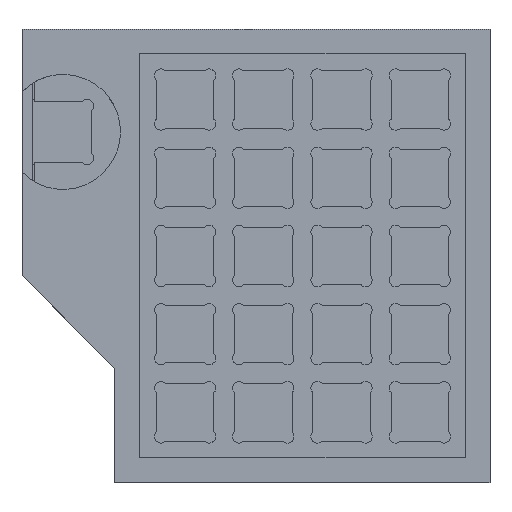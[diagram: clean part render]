
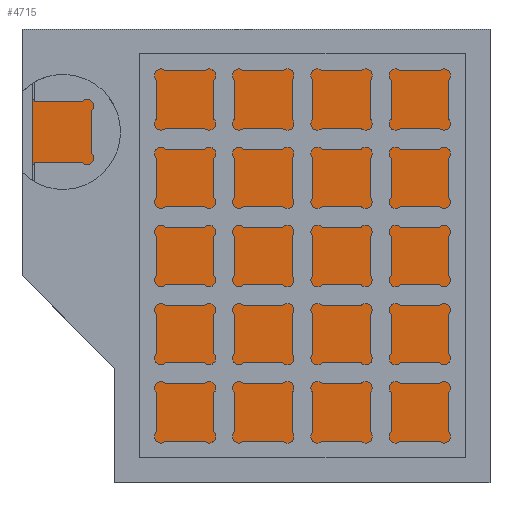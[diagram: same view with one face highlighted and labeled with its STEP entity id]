
A CAD part, top view. The second image highlights one B-rep face of the part: STEP entity #4715.
In plain terms, the highlighted planar face has unit normal (0, 0, 1).
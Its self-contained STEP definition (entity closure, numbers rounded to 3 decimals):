
#430=FACE_OUTER_BOUND('',#674,.T.);
#674=EDGE_LOOP('',(#3210,#3211,#3212,#3213,#3214,#3215,#3216,#3217,#3218,
#3219));
#992=LINE('',#6967,#1481);
#994=LINE('',#6971,#1483);
#997=LINE('',#6977,#1486);
#1000=LINE('',#6984,#1489);
#1003=LINE('',#6989,#1492);
#1005=LINE('',#6993,#1494);
#1007=LINE('',#6997,#1496);
#1009=LINE('',#7001,#1498);
#1011=LINE('',#7004,#1500);
#1012=LINE('',#7006,#1501);
#1481=VECTOR('',#5513,10.);
#1483=VECTOR('',#5517,10.);
#1486=VECTOR('',#5522,10.);
#1489=VECTOR('',#5527,10.);
#1492=VECTOR('',#5532,10.);
#1494=VECTOR('',#5536,10.);
#1496=VECTOR('',#5540,10.);
#1498=VECTOR('',#5544,10.);
#1500=VECTOR('',#5548,10.);
#1501=VECTOR('',#5551,10.);
#1970=VERTEX_POINT('',#6964);
#1971=VERTEX_POINT('',#6966);
#1972=VERTEX_POINT('',#6970);
#1974=VERTEX_POINT('',#6976);
#1976=VERTEX_POINT('',#6982);
#1977=VERTEX_POINT('',#6983);
#1978=VERTEX_POINT('',#6988);
#1979=VERTEX_POINT('',#6992);
#1980=VERTEX_POINT('',#6996);
#1981=VERTEX_POINT('',#7000);
#2455=EDGE_CURVE('',#1970,#1971,#992,.T.);
#2457=EDGE_CURVE('',#1972,#1970,#994,.T.);
#2460=EDGE_CURVE('',#1974,#1972,#997,.T.);
#2463=EDGE_CURVE('',#1976,#1977,#1000,.T.);
#2466=EDGE_CURVE('',#1978,#1976,#1003,.T.);
#2468=EDGE_CURVE('',#1979,#1978,#1005,.T.);
#2470=EDGE_CURVE('',#1980,#1979,#1007,.T.);
#2472=EDGE_CURVE('',#1981,#1980,#1009,.T.);
#2474=EDGE_CURVE('',#1971,#1981,#1011,.T.);
#2475=EDGE_CURVE('',#1977,#1974,#1012,.T.);
#3210=ORIENTED_EDGE('',*,*,#2463,.F.);
#3211=ORIENTED_EDGE('',*,*,#2466,.F.);
#3212=ORIENTED_EDGE('',*,*,#2468,.F.);
#3213=ORIENTED_EDGE('',*,*,#2470,.F.);
#3214=ORIENTED_EDGE('',*,*,#2472,.F.);
#3215=ORIENTED_EDGE('',*,*,#2474,.F.);
#3216=ORIENTED_EDGE('',*,*,#2455,.F.);
#3217=ORIENTED_EDGE('',*,*,#2457,.F.);
#3218=ORIENTED_EDGE('',*,*,#2460,.F.);
#3219=ORIENTED_EDGE('',*,*,#2475,.F.);
#4570=PLANE('',#5004);
#4715=ADVANCED_FACE('',(#430),#4570,.F.);
#5004=AXIS2_PLACEMENT_3D('',#7005,#5549,#5550);
#5513=DIRECTION('',(1.,0.,0.));
#5517=DIRECTION('',(0.,1.,0.));
#5522=DIRECTION('',(1.,0.,0.));
#5527=DIRECTION('',(-1.,0.,0.));
#5532=DIRECTION('',(0.,1.,0.));
#5536=DIRECTION('',(-0.707,0.707,0.));
#5540=DIRECTION('',(0.,1.,0.));
#5544=DIRECTION('',(-1.,0.,0.));
#5548=DIRECTION('',(0.,-1.,0.));
#5549=DIRECTION('center_axis',(0.,0.,-1.));
#5550=DIRECTION('ref_axis',(-1.,0.,0.));
#5551=DIRECTION('',(0.,1.,0.));
#6964=CARTESIAN_POINT('',(-23.761,98.261,-10.6));
#6966=CARTESIAN_POINT('',(79.239,98.261,-10.6));
#6967=CARTESIAN_POINT('',(1.239,98.261,-10.6));
#6970=CARTESIAN_POINT('',(-23.761,86.761,-10.6));
#6971=CARTESIAN_POINT('',(-23.761,67.655,-10.6));
#6976=CARTESIAN_POINT('',(-26.761,86.761,-10.6));
#6977=CARTESIAN_POINT('',(-0.261,86.761,-10.6));
#6982=CARTESIAN_POINT('',(-23.761,70.761,-10.6));
#6983=CARTESIAN_POINT('',(-26.761,70.761,-10.6));
#6984=CARTESIAN_POINT('',(1.239,70.761,-10.6));
#6988=CARTESIAN_POINT('',(-23.761,46.039,-10.6));
#6989=CARTESIAN_POINT('',(-23.761,47.294,-10.6));
#6992=CARTESIAN_POINT('',(-1.137,23.414,-10.6));
#6993=CARTESIAN_POINT('',(-0.576,22.854,-10.6));
#6996=CARTESIAN_POINT('',(-1.137,-1.164,-10.6));
#6997=CARTESIAN_POINT('',(-1.137,23.692,-10.6));
#7000=CARTESIAN_POINT('',(79.239,-1.164,-10.6));
#7001=CARTESIAN_POINT('',(52.739,-1.164,-10.6));
#7004=CARTESIAN_POINT('',(79.239,73.405,-10.6));
#7005=CARTESIAN_POINT('Origin',(26.239,48.548,-10.6));
#7006=CARTESIAN_POINT('',(-26.761,59.655,-10.6));
